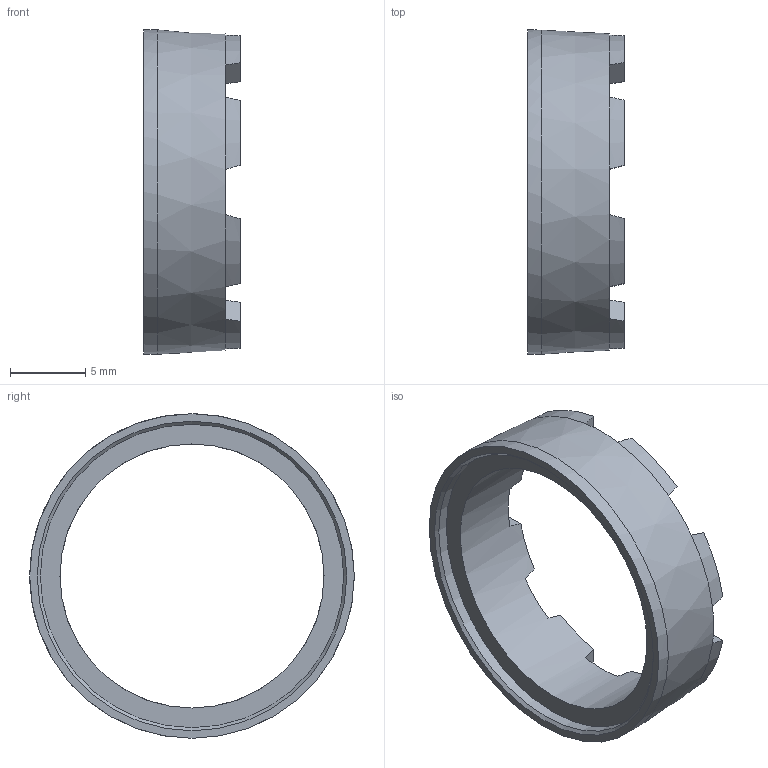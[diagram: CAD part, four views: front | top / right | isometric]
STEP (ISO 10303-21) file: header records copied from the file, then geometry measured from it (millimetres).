
FILE_DESCRIPTION(/* description */ (''),/* implementation_level */ '2;1');
FILE_NAME(/* name */ '02-0007-000.stp',/* time_stamp */ '2010-11-10T15:49:52+01:00',/* author */ (''),/* organization */ (''),/* preprocessor_version */ 'ST-DEVELOPER v11',/* originating_system */ 'UGS - NX 5.0',/* authorisation */ '');
FILE_SCHEMA (('CONFIG_CONTROL_DESIGN'));
Length unit declared in the file: millimetre
Products named in the file (1): cerl5B41nrkw
Bounding box: 6.4 x 21.5 x 21.5 mm (x, y, z)
Volume: 613.4 mm3; surface area: 977.1 mm2
Topology: 1 solids, 1 shells, 47 faces, 118 edges, 73 vertices
Faces by surface type: plane 34, cylinder 11, cone 2
Full cylindrical faces by diameter (mm): 17.5 x1, 20.1 x1, 21.5 x1
Entity records: 1472 total; most frequent: DIRECTION 284, CARTESIAN_POINT 228, ORIENTED_EDGE 220, AXIS2_PLACEMENT_3D 126, EDGE_CURVE 110, VERTEX_POINT 70, EDGE_LOOP 54, ADVANCED_FACE 47
